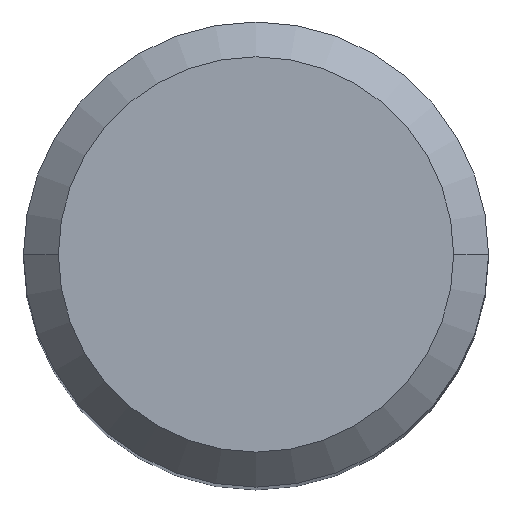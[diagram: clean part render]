
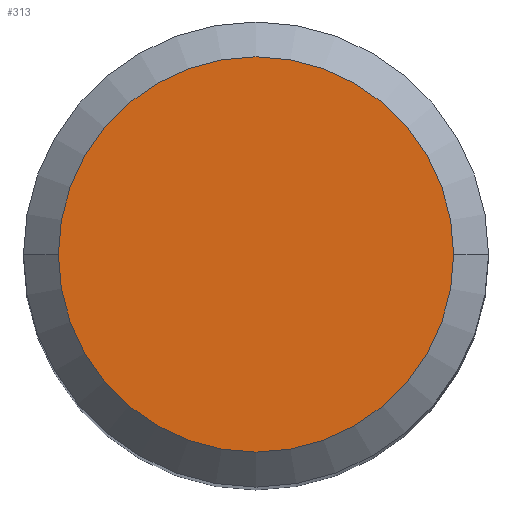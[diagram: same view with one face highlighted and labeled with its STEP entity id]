
A CAD part, top view. The second image highlights one B-rep face of the part: STEP entity #313.
In plain terms, the highlighted planar face has unit normal (0, 0, 1).
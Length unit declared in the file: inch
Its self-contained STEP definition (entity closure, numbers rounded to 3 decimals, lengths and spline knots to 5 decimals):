
#7 = AXIS2_PLACEMENT_3D ( 'NONE', #375, #184, #383 ) ;
#12 = DIRECTION ( 'NONE',  ( 0., 0., -1. ) ) ;
#26 = FACE_OUTER_BOUND ( 'NONE', #139, .T. ) ;
#44 = PLANE ( 'NONE',  #116 ) ;
#54 = CARTESIAN_POINT ( 'NONE',  ( 0., 0., 0. ) ) ;
#57 = CARTESIAN_POINT ( 'NONE',  ( -0.20077, 0., 0. ) ) ;
#107 = VERTEX_POINT ( 'NONE', #57 ) ;
#108 = CIRCLE ( 'NONE', #141, 0.20077 ) ;
#116 = AXIS2_PLACEMENT_3D ( 'NONE', #427, #12, #146 ) ;
#139 = EDGE_LOOP ( 'NONE', ( #332, #193 ) ) ;
#141 = AXIS2_PLACEMENT_3D ( 'NONE', #54, #162, #201 ) ;
#146 = DIRECTION ( 'NONE',  ( -1., 0., 0. ) ) ;
#158 = EDGE_CURVE ( 'NONE', #107, #384, #108, .T. ) ;
#162 = DIRECTION ( 'NONE',  ( 0., 0., 1. ) ) ;
#184 = DIRECTION ( 'NONE',  ( 0., 0., 1. ) ) ;
#193 = ORIENTED_EDGE ( 'NONE', *, *, #486, .T. ) ;
#201 = DIRECTION ( 'NONE',  ( 1., 0., 0. ) ) ;
#296 = CARTESIAN_POINT ( 'NONE',  ( 0.20077, 0., 0. ) ) ;
#313 = ADVANCED_FACE ( 'NONE', ( #26 ), #44, .F. ) ;
#332 = ORIENTED_EDGE ( 'NONE', *, *, #158, .T. ) ;
#375 = CARTESIAN_POINT ( 'NONE',  ( 0., 0., 0. ) ) ;
#376 = CIRCLE ( 'NONE', #7, 0.20077 ) ;
#383 = DIRECTION ( 'NONE',  ( 1., 0., 0. ) ) ;
#384 = VERTEX_POINT ( 'NONE', #296 ) ;
#427 = CARTESIAN_POINT ( 'NONE',  ( 0., 0., 0. ) ) ;
#486 = EDGE_CURVE ( 'NONE', #384, #107, #376, .T. ) ;
